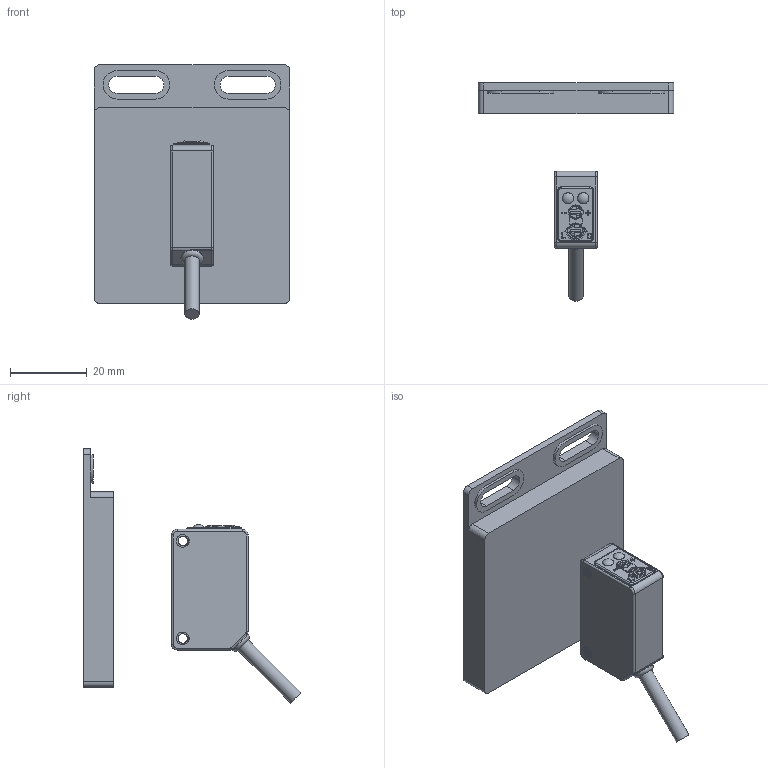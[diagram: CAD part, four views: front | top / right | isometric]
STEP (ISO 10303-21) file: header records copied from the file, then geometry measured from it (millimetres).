
FILE_DESCRIPTION(/* description */ (''),/* implementation_level */ '2;1');
FILE_NAME(/* name */ 'SPS-120_stp.stp',/* time_stamp */ '2023-10-25T16:05:16+08:00',/* author */ (''),/* organization */ (''),/* preprocessor_version */ 'ST-DEVELOPER v14',/* originating_system */ 'SIEMENS PLM Software NX 8.0',/* authorisation */ '');
FILE_SCHEMA (('AUTOMOTIVE_DESIGN { 1 0 10303 214 3 1 1 1 }'));
Length unit declared in the file: millimetre
Products named in the file (1): Admi472CFA602kjm
Bounding box: 51 x 56.8 x 66.28 mm (x, y, z)
Volume: 28886.8 mm3; surface area: 10965.3 mm2
Topology: 2 solids, 2 shells, 233 faces, 589 edges, 379 vertices
Faces by surface type: plane 123, cylinder 61, bspline 25, torus 18, cone 4, sphere 2
Full cylindrical faces by diameter (mm): 2.5 x2, 2.957 x2, 3.3 x4, 3.8 x1, 5.8 x1
Entity records: 21634 total; most frequent: CARTESIAN_POINT 14819, ORIENTED_EDGE 1138, DIRECTION 1067, EDGE_CURVE 569, VERTEX_POINT 374, AXIS2_PLACEMENT_3D 372, LINE 323, VECTOR 323
